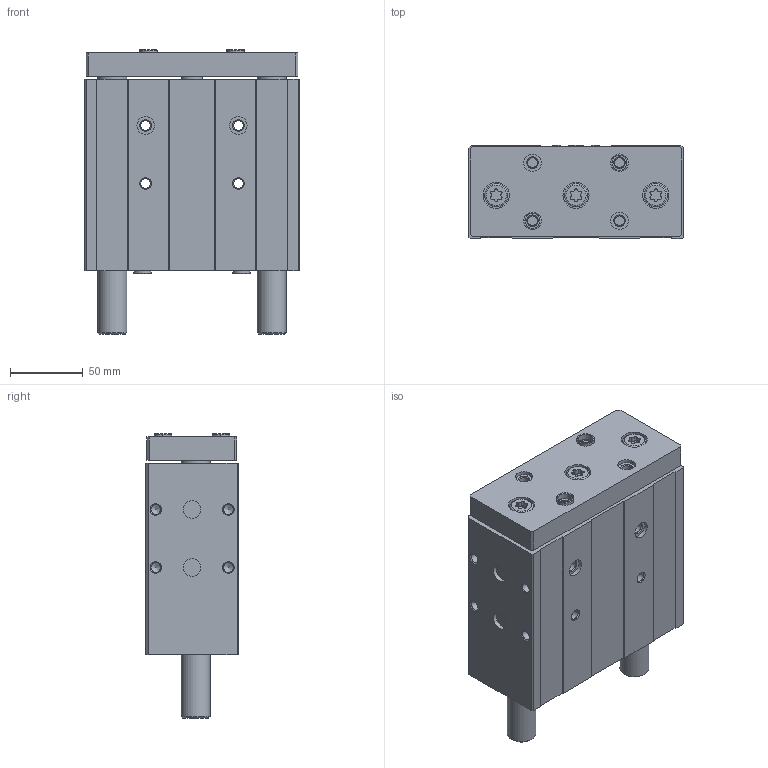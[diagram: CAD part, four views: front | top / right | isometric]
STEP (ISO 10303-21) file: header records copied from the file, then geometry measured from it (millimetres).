
FILE_DESCRIPTION(/* description */ ('STEP AP214'),/* implementation_level */ '2;1');
FILE_NAME(/* name */ '170948_DFM-50-80-P-A-KF',/* time_stamp */ '2024-08-15T15:50:11+02:00',/* author */ ('License CC BY-ND 4.0'),/* organization */ ('CADENAS'),/* preprocessor_version */ 'ST-DEVELOPER v19.3',/* originating_system */ 'PARTsolutions',/* authorisation */ ' ');
FILE_SCHEMA (('AUTOMOTIVE_DESIGN {1 0 10303 214 3 1 1}'));
Length unit declared in the file: millimetre
Products named in the file (5): 170948 DFM-50-80-P-A-KF---(0); 170948 DFM-50-80-P-A-KF---(Z); 170948 DFM-50-80-P-A-KF---(K); 8137185 ZBH-12-B; 116516 G1/4
Assembly tree (8 placements, depth 2):
  170948 DFM-50-80-P-A-KF---(0)
    170948 DFM-50-80-P-A-KF---(Z)
    170948 DFM-50-80-P-A-KF---(K)
    8137185 ZBH-12-B  x4
    116516 G1/4  x2
Bounding box: 148 x 64.1 x 196.3 mm (x, y, z)
Volume: 1214833.1 mm3; surface area: 194671 mm2
Topology: 8 solids, 8 shells, 314 faces, 717 edges, 461 vertices
Faces by surface type: plane 138, cylinder 119, cone 46, torus 11
Full cylindrical faces by diameter (mm): 6.6 x4, 6.647 x16, 11 x4, 11.445 x4, 12 x10, 13.157 x6, 16 x5, 18 x3, 20 x4, 50 x2, 51 x1
Entity records: 7510 total; most frequent: DIRECTION 1324, CARTESIAN_POINT 1231, ORIENTED_EDGE 1022, AXIS2_PLACEMENT_3D 543, EDGE_CURVE 511, FACE_BOUND 439, EDGE_LOOP 430, VERTEX_POINT 396
